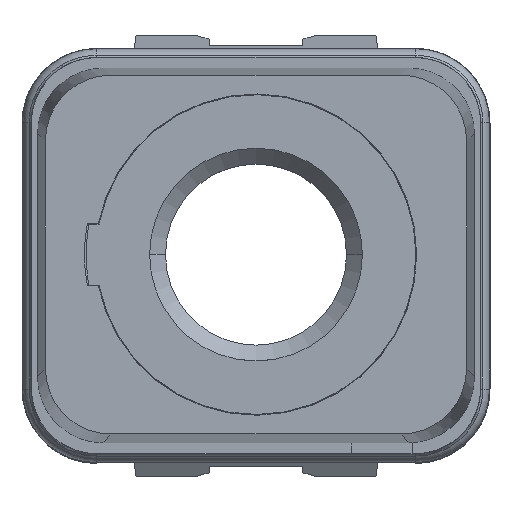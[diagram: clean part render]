
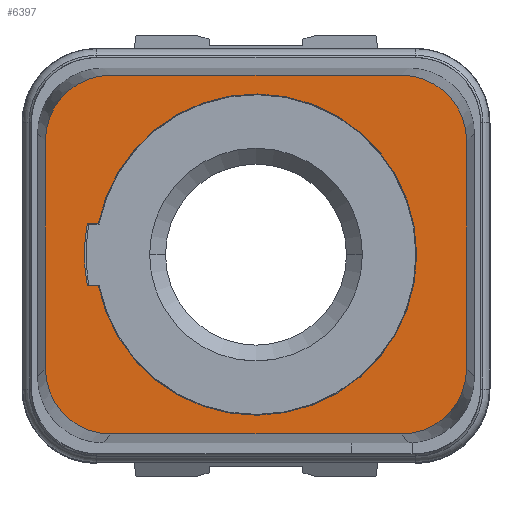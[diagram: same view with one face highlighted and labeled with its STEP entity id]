
A CAD part, top view. The second image highlights one B-rep face of the part: STEP entity #6397.
In plain terms, the highlighted planar face has unit normal (0, 0, 1).
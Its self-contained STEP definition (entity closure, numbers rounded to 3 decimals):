
#206=DIRECTION('',(-1.,0.,0.));
#207=VECTOR('',#206,9.3);
#208=CARTESIAN_POINT('',(4.65,-5.75,0.));
#209=LINE('',#208,#207);
#210=CARTESIAN_POINT('',(-4.65,-3.65,0.));
#211=DIRECTION('',(0.,0.,-1.));
#212=DIRECTION('',(0.,-1.,0.));
#213=AXIS2_PLACEMENT_3D('',#210,#211,#212);
#215=DIRECTION('',(0.,1.,0.));
#216=VECTOR('',#215,7.3);
#217=CARTESIAN_POINT('',(-6.75,-3.65,0.));
#218=LINE('',#217,#216);
#219=CARTESIAN_POINT('',(-4.65,3.65,0.));
#220=DIRECTION('',(0.,0.,-1.));
#221=DIRECTION('',(-1.,0.,0.));
#222=AXIS2_PLACEMENT_3D('',#219,#220,#221);
#224=DIRECTION('',(1.,0.,0.));
#225=VECTOR('',#224,9.3);
#226=CARTESIAN_POINT('',(-4.65,5.75,0.));
#227=LINE('',#226,#225);
#228=CARTESIAN_POINT('',(4.65,3.65,0.));
#229=DIRECTION('',(0.,0.,-1.));
#230=DIRECTION('',(0.,1.,0.));
#231=AXIS2_PLACEMENT_3D('',#228,#229,#230);
#233=DIRECTION('',(0.,-1.,0.));
#234=VECTOR('',#233,7.3);
#235=CARTESIAN_POINT('',(6.75,3.65,0.));
#236=LINE('',#235,#234);
#237=CARTESIAN_POINT('',(4.65,-3.65,0.));
#238=DIRECTION('',(0.,0.,-1.));
#239=DIRECTION('',(1.,0.,0.));
#240=AXIS2_PLACEMENT_3D('',#237,#238,#239);
#242=CARTESIAN_POINT('',(0.,0.,0.));
#243=DIRECTION('',(0.,0.,1.));
#244=DIRECTION('',(-0.983,0.182,0.));
#245=AXIS2_PLACEMENT_3D('',#242,#243,#244);
#247=DIRECTION('',(1.,0.,0.));
#248=VECTOR('',#247,0.356);
#249=CARTESIAN_POINT('',(-5.408,-1.,0.));
#250=LINE('',#249,#248);
#251=CARTESIAN_POINT('',(0.,0.,0.));
#252=DIRECTION('',(0.,0.,-1.));
#253=DIRECTION('',(1.,0.,0.));
#254=AXIS2_PLACEMENT_3D('',#251,#252,#253);
#256=CARTESIAN_POINT('',(0.,0.,0.));
#257=DIRECTION('',(0.,0.,-1.));
#258=DIRECTION('',(-0.981,0.194,0.));
#259=AXIS2_PLACEMENT_3D('',#256,#257,#258);
#261=DIRECTION('',(-1.,0.,0.));
#262=VECTOR('',#261,0.356);
#263=CARTESIAN_POINT('',(-5.052,1.,0.));
#264=LINE('',#263,#262);
#5254=CARTESIAN_POINT('',(5.15,0.,0.));
#5255=VERTEX_POINT('',#5254);
#5260=CARTESIAN_POINT('',(-5.408,1.,0.));
#5261=CARTESIAN_POINT('',(-5.408,-1.,0.));
#5262=VERTEX_POINT('',#5260);
#5263=VERTEX_POINT('',#5261);
#5264=CARTESIAN_POINT('',(-5.052,-1.,0.));
#5265=VERTEX_POINT('',#5264);
#5266=CARTESIAN_POINT('',(4.65,-5.75,0.));
#5267=CARTESIAN_POINT('',(-4.65,-5.75,0.));
#5268=VERTEX_POINT('',#5266);
#5269=VERTEX_POINT('',#5267);
#5270=CARTESIAN_POINT('',(-6.75,-3.65,0.));
#5271=VERTEX_POINT('',#5270);
#5272=CARTESIAN_POINT('',(-6.75,3.65,0.));
#5273=VERTEX_POINT('',#5272);
#5274=CARTESIAN_POINT('',(-4.65,5.75,0.));
#5275=VERTEX_POINT('',#5274);
#5276=CARTESIAN_POINT('',(4.65,5.75,0.));
#5277=VERTEX_POINT('',#5276);
#5278=CARTESIAN_POINT('',(6.75,3.65,0.));
#5279=VERTEX_POINT('',#5278);
#5280=CARTESIAN_POINT('',(6.75,-3.65,0.));
#5281=VERTEX_POINT('',#5280);
#5302=CARTESIAN_POINT('',(-5.052,1.,0.));
#5303=VERTEX_POINT('',#5302);
#6370=CARTESIAN_POINT('',(2.572,6.,0.));
#6371=DIRECTION('',(0.,0.,-1.));
#6372=DIRECTION('',(1.,0.,0.));
#6373=AXIS2_PLACEMENT_3D('',#6370,#6371,#6372);
#6374=PLANE('',#6373);
#6375=ORIENTED_EDGE('',*,*,#5979,.T.);
#6376=ORIENTED_EDGE('',*,*,#6035,.T.);
#6377=ORIENTED_EDGE('',*,*,#6076,.T.);
#6378=ORIENTED_EDGE('',*,*,#6131,.T.);
#6379=ORIENTED_EDGE('',*,*,#6172,.T.);
#6380=ORIENTED_EDGE('',*,*,#6227,.T.);
#6381=ORIENTED_EDGE('',*,*,#6268,.T.);
#6382=ORIENTED_EDGE('',*,*,#6322,.T.);
#6383=EDGE_LOOP('',(#6375,#6376,#6377,#6378,#6379,#6380,#6381,#6382));
#6384=FACE_OUTER_BOUND('',#6383,.F.);
#6386=ORIENTED_EDGE('',*,*,#6385,.T.);
#6388=ORIENTED_EDGE('',*,*,#6387,.T.);
#6390=ORIENTED_EDGE('',*,*,#6389,.F.);
#6392=ORIENTED_EDGE('',*,*,#6391,.F.);
#6394=ORIENTED_EDGE('',*,*,#6393,.T.);
#6395=EDGE_LOOP('',(#6386,#6388,#6390,#6392,#6394));
#6396=FACE_BOUND('',#6395,.F.);
#6397=ADVANCED_FACE('',(#6384,#6396),#6374,.F.);
#214=CIRCLE('',#213,2.1);
#223=CIRCLE('',#222,2.1);
#232=CIRCLE('',#231,2.1);
#241=CIRCLE('',#240,2.1);
#246=CIRCLE('',#245,5.5);
#255=CIRCLE('',#254,5.15);
#260=CIRCLE('',#259,5.15);
#5979=EDGE_CURVE('',#5268,#5269,#209,.T.);
#6035=EDGE_CURVE('',#5269,#5271,#214,.T.);
#6076=EDGE_CURVE('',#5271,#5273,#218,.T.);
#6131=EDGE_CURVE('',#5273,#5275,#223,.T.);
#6172=EDGE_CURVE('',#5275,#5277,#227,.T.);
#6227=EDGE_CURVE('',#5277,#5279,#232,.T.);
#6268=EDGE_CURVE('',#5279,#5281,#236,.T.);
#6322=EDGE_CURVE('',#5281,#5268,#241,.T.);
#6385=EDGE_CURVE('',#5262,#5263,#246,.T.);
#6387=EDGE_CURVE('',#5263,#5265,#250,.T.);
#6389=EDGE_CURVE('',#5255,#5265,#255,.T.);
#6391=EDGE_CURVE('',#5303,#5255,#260,.T.);
#6393=EDGE_CURVE('',#5303,#5262,#264,.T.);
